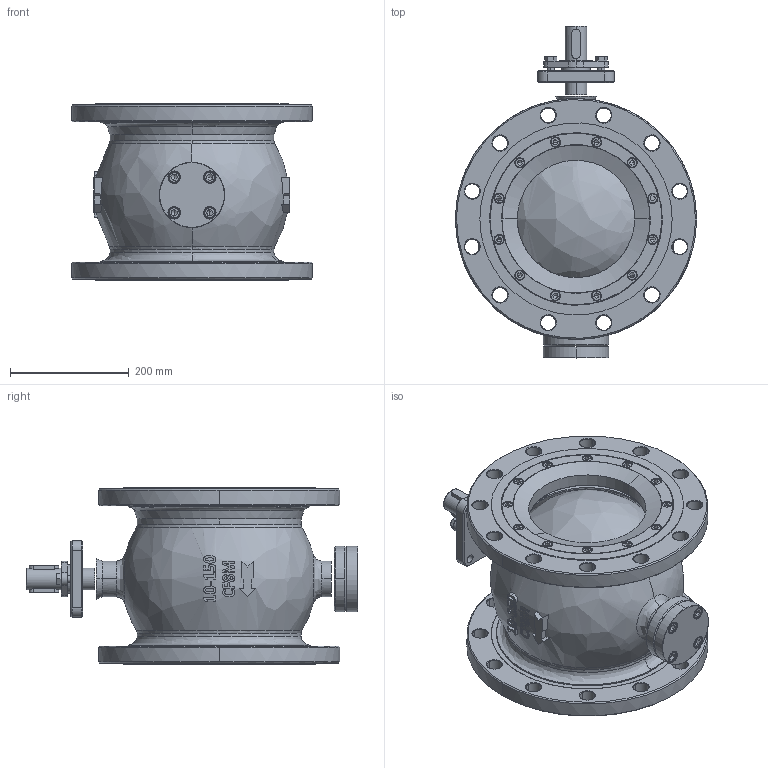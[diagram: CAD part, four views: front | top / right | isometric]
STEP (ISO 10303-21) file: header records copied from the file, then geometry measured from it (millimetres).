
FILE_DESCRIPTION (( 'STEP AP214' ), '1' );
FILE_NAME ('VX-F1-1000-XXX.step', '2019-10-18T12:33:25', ( '' ), ( '' ), 'SwSTEP 2.0', 'SolidWorks 2019', '' );
FILE_SCHEMA (( 'AUTOMOTIVE_DESIGN' ));
Length unit declared in the file: inch
Products named in the file (2): VX-F1-1000-XXX
Bounding box: 406.4 x 559.5 x 297 mm (x, y, z)
Surface area: 1280021.8 mm2 (no closed solid volume)
Topology: 0 solids, 40 shells, 677 faces, 2222 edges, 1537 vertices
Faces by surface type: plane 257, cylinder 161, cone 129, bspline 126, torus 4
Entity records: 62734 total; most frequent: CARTESIAN_POINT 39706, ORIENTED_EDGE 3626, EDGE_CURVE 2199, B_SPLINE_CURVE_WITH_KNOTS 1988, VERTEX_POINT 1537, DIRECTION 1174, EDGE_LOOP 842, LENGTH_MEASURE_WITH_UNIT 679
